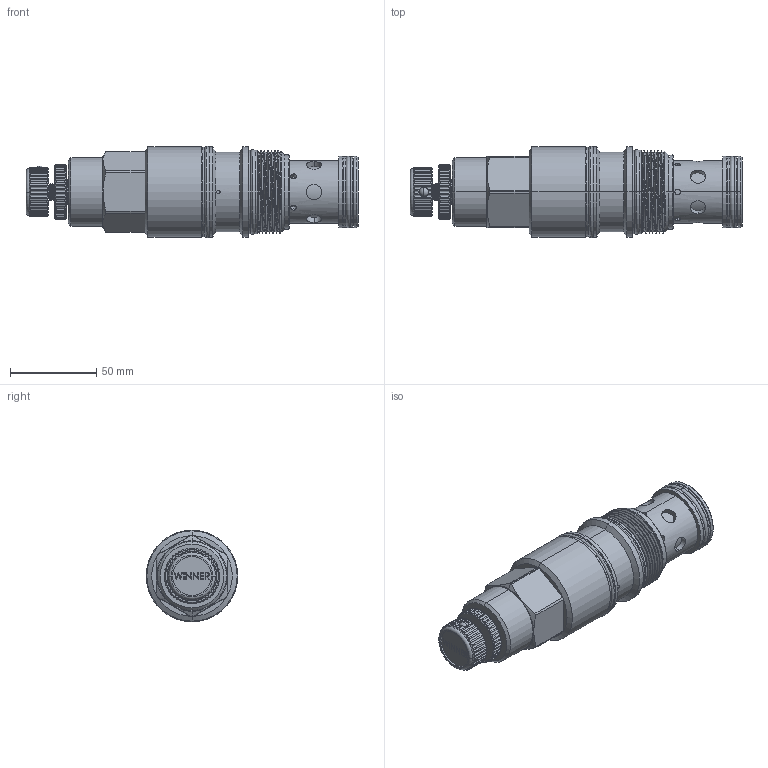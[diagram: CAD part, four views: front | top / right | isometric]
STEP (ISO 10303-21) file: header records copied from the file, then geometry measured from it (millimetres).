
FILE_DESCRIPTION (( 'STEP AP203' ), '1' );
FILE_NAME ('SD19A30-K.STEP', '2021-08-02T08:52:42', ( '' ), ( '' ), 'SwSTEP 2.0', 'SolidWorks 2018', '' );
FILE_SCHEMA (( 'CONFIG_CONTROL_DESIGN' ));
Length unit declared in the file: millimetre
Products named in the file (1): SD19A30-K
Bounding box: 192.57 x 53.11 x 53.11 mm (x, y, z)
Volume: 276143.9 mm3; surface area: 42604.3 mm2
Topology: 3 solids, 3 shells, 553 faces, 1447 edges, 942 vertices
Faces by surface type: cylinder 365, plane 122, cone 36, torus 14, bspline 14, sphere 2
Entity records: 28905 total; most frequent: CARTESIAN_POINT 15822, ORIENTED_EDGE 2894, DIRECTION 2483, EDGE_CURVE 1447, VERTEX_POINT 942, AXIS2_PLACEMENT_3D 937, LINE 609, VECTOR 609
